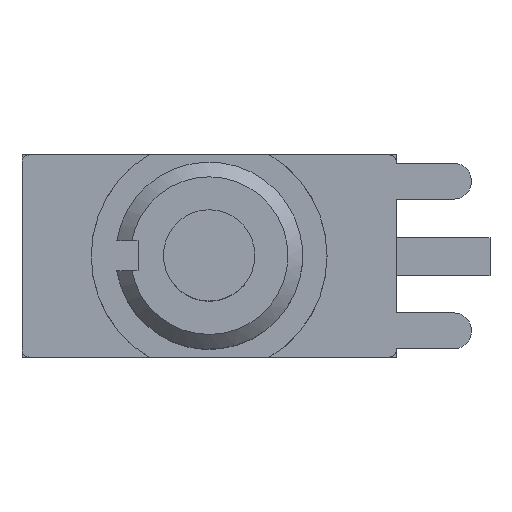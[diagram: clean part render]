
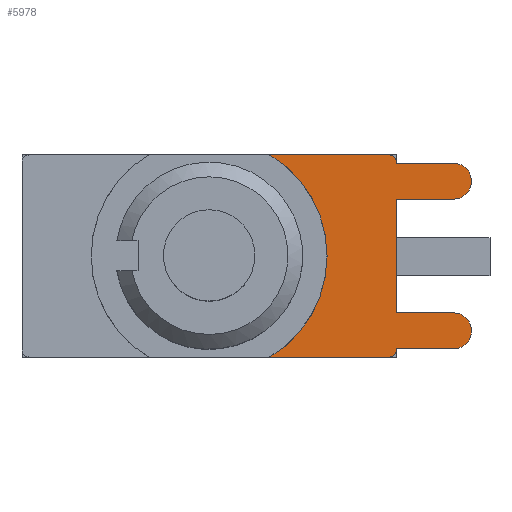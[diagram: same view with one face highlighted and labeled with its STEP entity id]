
A CAD part, top view. The second image highlights one B-rep face of the part: STEP entity #5978.
In plain terms, the highlighted planar face has unit normal (0, 0, 1).
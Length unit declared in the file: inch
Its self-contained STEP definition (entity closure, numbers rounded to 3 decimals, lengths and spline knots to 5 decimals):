
#305=FACE_OUTER_BOUND('',#656,.T.);
#656=EDGE_LOOP('',(#3948,#3949,#3950,#3951,#3952,#3953,#3954,#3955,#3956,
#3957,#3958,#3959,#3960,#3961));
#1023=LINE('',#8375,#1667);
#1024=LINE('',#8379,#1668);
#1025=LINE('',#8381,#1669);
#1026=LINE('',#8385,#1670);
#1027=LINE('',#8387,#1671);
#1028=LINE('',#8389,#1672);
#1029=LINE('',#8393,#1673);
#1030=LINE('',#8395,#1674);
#1031=LINE('',#8398,#1675);
#1667=VECTOR('',#6823,0.3937);
#1668=VECTOR('',#6826,0.3937);
#1669=VECTOR('',#6827,0.3937);
#1670=VECTOR('',#6830,0.3937);
#1671=VECTOR('',#6831,0.3937);
#1672=VECTOR('',#6832,0.3937);
#1673=VECTOR('',#6835,0.3937);
#1674=VECTOR('',#6836,0.3937);
#1675=VECTOR('',#6839,0.3937);
#2311=CIRCLE('',#6359,0.15748);
#2312=CIRCLE('',#6360,0.00984);
#2313=CIRCLE('',#6361,0.02402);
#2314=CIRCLE('',#6362,0.02402);
#2315=CIRCLE('',#6363,0.00984);
#2453=VERTEX_POINT('',#8371);
#2454=VERTEX_POINT('',#8372);
#2455=VERTEX_POINT('',#8374);
#2456=VERTEX_POINT('',#8376);
#2457=VERTEX_POINT('',#8378);
#2458=VERTEX_POINT('',#8380);
#2459=VERTEX_POINT('',#8382);
#2460=VERTEX_POINT('',#8384);
#2461=VERTEX_POINT('',#8386);
#2462=VERTEX_POINT('',#8388);
#2463=VERTEX_POINT('',#8390);
#2464=VERTEX_POINT('',#8392);
#2465=VERTEX_POINT('',#8394);
#2466=VERTEX_POINT('',#8396);
#3035=EDGE_CURVE('',#2453,#2454,#2311,.T.);
#3036=EDGE_CURVE('',#2455,#2454,#1023,.T.);
#3037=EDGE_CURVE('',#2456,#2455,#2312,.T.);
#3038=EDGE_CURVE('',#2457,#2456,#1024,.T.);
#3039=EDGE_CURVE('',#2458,#2457,#1025,.T.);
#3040=EDGE_CURVE('',#2459,#2458,#2313,.T.);
#3041=EDGE_CURVE('',#2460,#2459,#1026,.T.);
#3042=EDGE_CURVE('',#2461,#2460,#1027,.T.);
#3043=EDGE_CURVE('',#2462,#2461,#1028,.T.);
#3044=EDGE_CURVE('',#2463,#2462,#2314,.T.);
#3045=EDGE_CURVE('',#2464,#2463,#1029,.T.);
#3046=EDGE_CURVE('',#2465,#2464,#1030,.T.);
#3047=EDGE_CURVE('',#2466,#2465,#2315,.T.);
#3048=EDGE_CURVE('',#2453,#2466,#1031,.T.);
#3948=ORIENTED_EDGE('',*,*,#3035,.T.);
#3949=ORIENTED_EDGE('',*,*,#3036,.F.);
#3950=ORIENTED_EDGE('',*,*,#3037,.F.);
#3951=ORIENTED_EDGE('',*,*,#3038,.F.);
#3952=ORIENTED_EDGE('',*,*,#3039,.F.);
#3953=ORIENTED_EDGE('',*,*,#3040,.F.);
#3954=ORIENTED_EDGE('',*,*,#3041,.F.);
#3955=ORIENTED_EDGE('',*,*,#3042,.F.);
#3956=ORIENTED_EDGE('',*,*,#3043,.F.);
#3957=ORIENTED_EDGE('',*,*,#3044,.F.);
#3958=ORIENTED_EDGE('',*,*,#3045,.F.);
#3959=ORIENTED_EDGE('',*,*,#3046,.F.);
#3960=ORIENTED_EDGE('',*,*,#3047,.F.);
#3961=ORIENTED_EDGE('',*,*,#3048,.F.);
#5769=PLANE('',#6358);
#5978=ADVANCED_FACE('',(#305),#5769,.F.);
#6358=AXIS2_PLACEMENT_3D('',#8370,#6819,#6820);
#6359=AXIS2_PLACEMENT_3D('',#8373,#6821,#6822);
#6360=AXIS2_PLACEMENT_3D('',#8377,#6824,#6825);
#6361=AXIS2_PLACEMENT_3D('',#8383,#6828,#6829);
#6362=AXIS2_PLACEMENT_3D('',#8391,#6833,#6834);
#6363=AXIS2_PLACEMENT_3D('',#8397,#6837,#6838);
#6819=DIRECTION('center_axis',(0.,0.,
-1.));
#6820=DIRECTION('ref_axis',(-1.,0.,0.));
#6821=DIRECTION('center_axis',(0.,0.,
-1.));
#6822=DIRECTION('ref_axis',(-0.506,0.863,0.));
#6823=DIRECTION('',(-1.,0.,0.));
#6824=DIRECTION('center_axis',(0.,0.,
-1.));
#6825=DIRECTION('ref_axis',(0.707,-0.707,0.));
#6826=DIRECTION('',(0.,-1.,0.));
#6827=DIRECTION('',(-1.,0.,0.));
#6828=DIRECTION('center_axis',(0.,0.,
-1.));
#6829=DIRECTION('ref_axis',(0.,1.,0.));
#6830=DIRECTION('',(1.,0.,0.));
#6831=DIRECTION('',(0.,-1.,0.));
#6832=DIRECTION('',(-1.,0.,0.));
#6833=DIRECTION('center_axis',(0.,0.,
-1.));
#6834=DIRECTION('ref_axis',(0.,1.,0.));
#6835=DIRECTION('',(1.,0.,0.));
#6836=DIRECTION('',(0.,-1.,0.));
#6837=DIRECTION('center_axis',(0.,0.,
-1.));
#6838=DIRECTION('ref_axis',(0.707,0.707,0.));
#6839=DIRECTION('',(1.,0.,0.));
#8370=CARTESIAN_POINT('Origin',(0.0607,0.,
0.42283));
#8371=CARTESIAN_POINT('',(0.08102,0.13504,0.42283));
#8372=CARTESIAN_POINT('',(0.08102,-0.13504,0.42283));
#8373=CARTESIAN_POINT('Origin',(0.,0.,0.42283));
#8374=CARTESIAN_POINT('',(0.24016,-0.13504,0.42283));
#8375=CARTESIAN_POINT('',(0.25,-0.13504,0.42283));
#8376=CARTESIAN_POINT('',(0.25,-0.1252,0.42283));
#8377=CARTESIAN_POINT('Origin',(0.24016,-0.1252,0.42283));
#8378=CARTESIAN_POINT('',(0.25,-0.12402,0.42283));
#8379=CARTESIAN_POINT('',(0.25,-0.12402,0.42283));
#8380=CARTESIAN_POINT('',(0.32638,-0.12402,0.42283));
#8381=CARTESIAN_POINT('',(0.32638,-0.12402,0.42283));
#8382=CARTESIAN_POINT('',(0.32638,-0.07598,0.42283));
#8383=CARTESIAN_POINT('Origin',(0.32638,-0.1,0.42283));
#8384=CARTESIAN_POINT('',(0.25,-0.07598,0.42283));
#8385=CARTESIAN_POINT('',(0.25,-0.07598,0.42283));
#8386=CARTESIAN_POINT('',(0.25,0.07598,0.42283));
#8387=CARTESIAN_POINT('',(0.25,0.07598,0.42283));
#8388=CARTESIAN_POINT('',(0.32638,0.07598,0.42283));
#8389=CARTESIAN_POINT('',(0.32638,0.07598,0.42283));
#8390=CARTESIAN_POINT('',(0.32638,0.12402,0.42283));
#8391=CARTESIAN_POINT('Origin',(0.32638,0.1,0.42283));
#8392=CARTESIAN_POINT('',(0.25,0.12402,0.42283));
#8393=CARTESIAN_POINT('',(0.25,0.12402,0.42283));
#8394=CARTESIAN_POINT('',(0.25,0.1252,0.42283));
#8395=CARTESIAN_POINT('',(0.25,0.13504,0.42283));
#8396=CARTESIAN_POINT('',(0.24016,0.13504,0.42283));
#8397=CARTESIAN_POINT('Origin',(0.24016,0.1252,0.42283));
#8398=CARTESIAN_POINT('',(-0.25,0.13504,0.42283));
